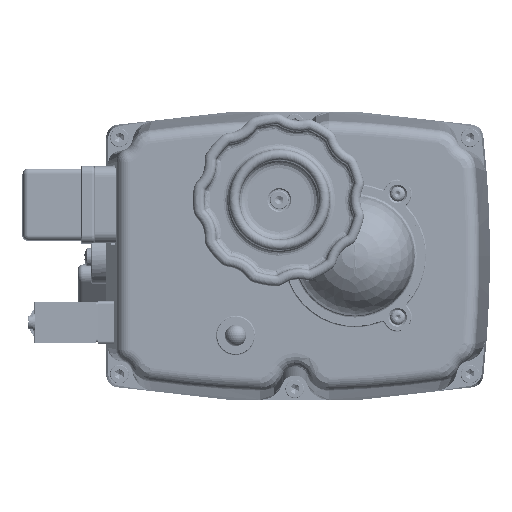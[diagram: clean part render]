
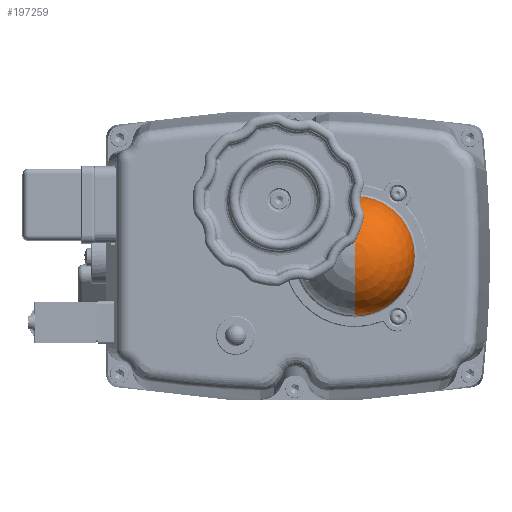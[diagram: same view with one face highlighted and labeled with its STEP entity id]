
A CAD part, top view. The second image highlights one B-rep face of the part: STEP entity #197259.
In plain terms, the highlighted spherical face has radius 22.5 mm.
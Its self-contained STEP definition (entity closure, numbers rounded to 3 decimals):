
#3883 = EDGE_CURVE ( 'NONE', #175357, #118674, #151402, .T. ) ;
#13240 = CARTESIAN_POINT ( 'NONE',  ( 5.736, 22.387, 46.232 ) ) ;
#13335 = CIRCLE ( 'NONE', #153905, 22.487 ) ;
#13507 = EDGE_CURVE ( 'NONE', #175357, #118674, #13335, .T. ) ;
#22388 = ORIENTED_EDGE ( 'NONE', *, *, #3883, .T. ) ;
#42568 = CARTESIAN_POINT ( 'NONE',  ( 5.736, -0.1, 46.232 ) ) ;
#43843 = CARTESIAN_POINT ( 'NONE',  ( 5.736, 44.873, 46.232 ) ) ;
#50331 = DIRECTION ( 'NONE',  ( 0., 0., -1. ) ) ;
#70442 = DIRECTION ( 'NONE',  ( 0., 0., 1. ) ) ;
#79505 = AXIS2_PLACEMENT_3D ( 'NONE', #117474, #133842, #70442 ) ;
#82031 = CARTESIAN_POINT ( 'NONE',  ( 5.736, 22.387, 45.46 ) ) ;
#92463 = ORIENTED_EDGE ( 'NONE', *, *, #13507, .F. ) ;
#95339 = DIRECTION ( 'NONE',  ( 0., 1., 0. ) ) ;
#110718 = SPHERICAL_SURFACE ( 'NONE', #155688, 22.5 ) ;
#117474 = CARTESIAN_POINT ( 'NONE',  ( 5.736, 22.387, 45.46 ) ) ;
#118674 = VERTEX_POINT ( 'NONE', #42568 ) ;
#131774 = EDGE_LOOP ( 'NONE', ( #22388, #92463 ) ) ;
#133842 = DIRECTION ( 'NONE',  ( 1., 0., 0. ) ) ;
#137132 = DIRECTION ( 'NONE',  ( 0., 0., -1. ) ) ;
#151402 = CIRCLE ( 'NONE', #79505, 22.5 ) ;
#153905 = AXIS2_PLACEMENT_3D ( 'NONE', #13240, #137132, #196516 ) ;
#155688 = AXIS2_PLACEMENT_3D ( 'NONE', #82031, #50331, #95339 ) ;
#175357 = VERTEX_POINT ( 'NONE', #43843 ) ;
#189478 = FACE_OUTER_BOUND ( 'NONE', #131774, .T. ) ;
#196516 = DIRECTION ( 'NONE',  ( 0., -1., 0. ) ) ;
#197259 = ADVANCED_FACE ( 'NONE', ( #189478 ), #110718, .T. ) ;
